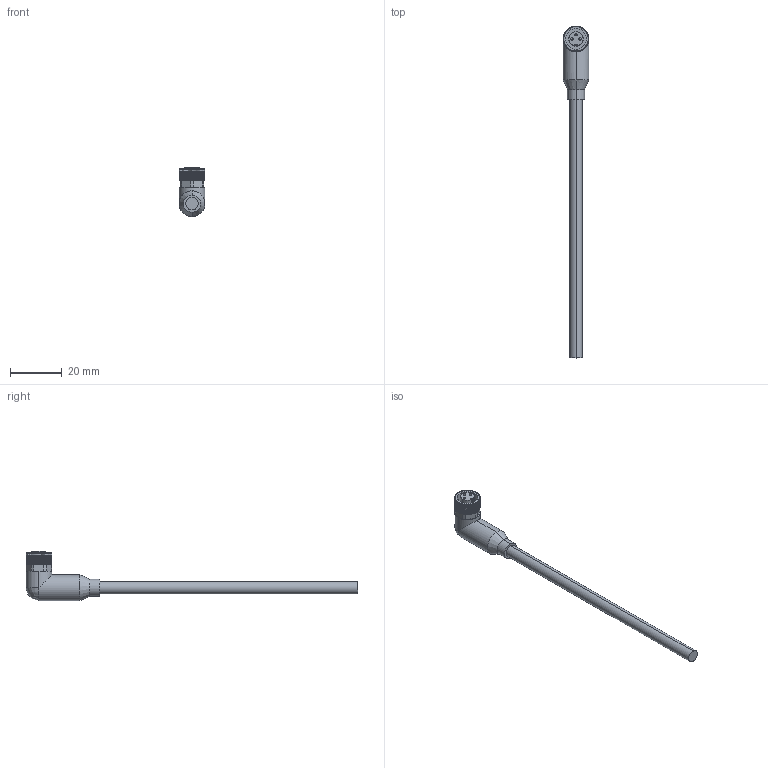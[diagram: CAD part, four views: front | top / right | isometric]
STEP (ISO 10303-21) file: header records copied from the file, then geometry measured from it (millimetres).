
FILE_DESCRIPTION (( 'STEP AP203' ), '1' );
FILE_NAME ('CD08-0C-050-C1-A.step', '2022-10-27T12:58:10', ( '' ), ( '' ), 'SwSTEP 2.0', 'SolidWorks 2021', '' );
FILE_SCHEMA (( 'CONFIG_CONTROL_DESIGN' ));
Length unit declared in the file: inch
Products named in the file (1): CD08-0C-050-C1-A
Bounding box: 10 x 128.6 x 19.1 mm (x, y, z)
Volume: 4277.2 mm3; surface area: 3297.8 mm2
Topology: 4 solids, 4 shells, 307 faces, 851 edges, 554 vertices
Faces by surface type: plane 222, cylinder 82, cone 2, bspline 1
Entity records: 9830 total; most frequent: CARTESIAN_POINT 1732, ORIENTED_EDGE 1698, DIRECTION 1668, EDGE_CURVE 849, VECTOR 640, LINE 640, VERTEX_POINT 554, AXIS2_PLACEMENT_3D 514
